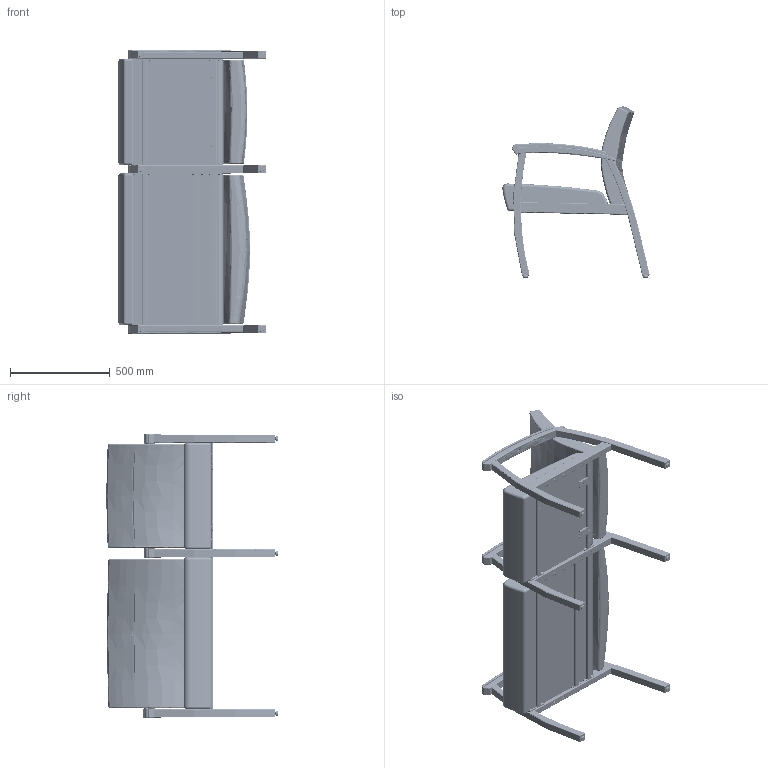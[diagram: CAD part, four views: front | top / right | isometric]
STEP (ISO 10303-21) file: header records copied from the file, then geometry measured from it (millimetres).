
FILE_DESCRIPTION(/* description */ (''),/* implementation_level */ '2;1');
FILE_NAME(/* name */ 'KOW20IBLU.stp',/* time_stamp */ '2017-01-09T14:38:26-05:00',/* author */ ('emerkel'),/* organization */ (''),/* preprocessor_version */ 'ST-DEVELOPER v16.5',/* originating_system */ 'Autodesk Inventor 2017',/* authorisation */ '');
FILE_SCHEMA (('AUTOMOTIVE_DESIGN { 1 0 10303 214 3 1 1 }'));
Products named in the file (32): KOW20IBLU; KOW10-1 ARML; KOW10-1 ARML_1; KOT10B-1 USEAT; KOT10 USEAT; KOT10 BACK NEW; KOT10B UBACK; KOW10-1 ARMR; KOW10 ARM TOP; KOW10 ARMR CENTER RAIL RIGHT; KOW10-1 ARMR FRONT RAIL; KOW10-1 ARMR BACK RAIL; SK142020HD INSERT NUT; KOW10-1 ARMI; STUBE KOW10B; STUBE KOW10B_1; STUBE KOW10B_2; STUBE1.5X30; TUBE1.5X30; STUBE PLT; STUBE KOW10; STUBE KOW10_1; STUBE KOW10_2; STUBE PLATE KOW10; STU1X1.5X21; STU1X1.5X21_1; STU1X1.5X21_2; STUBE PLT-4; U-CHANNEL FOR STUBE; 1420X3/4 PSHPB; CM10B-1 MAC BLK (ADJUSTED TO KOW10); GLD WHT 5-16
Assembly tree (97 placements, depth 3):
  KOW20IBLU
    KOW10-1 ARML
      GLD WHT 5-16  x2
      KOW10-1 ARML_1
    KOT10B-1 USEAT
    KOT10 USEAT
    KOT10 BACK NEW
    KOT10B UBACK
    KOW10-1 ARMR
      KOW10 ARM TOP
      KOW10 ARMR CENTER RAIL RIGHT
      KOW10-1 ARMR FRONT RAIL
      KOW10-1 ARMR BACK RAIL
      SK142020HD INSERT NUT  x14
      GLD WHT 5-16  x2
    KOW10-1 ARMI
    STUBE KOW10B
      STUBE KOW10B_1
      STUBE KOW10B_2
      STUBE PLATE KOW10  x2
    STUBE1.5X30  x2
      TUBE1.5X30
      STUBE PLT
    STUBE KOW10
      STUBE KOW10_1
      STUBE KOW10_2
      STUBE PLATE KOW10  x2
    STU1X1.5X21
      STU1X1.5X21_1
      STU1X1.5X21_2
      STUBE PLT-4  x2
      U-CHANNEL FOR STUBE  x2
    1420X3/4 PSHPB  x40
    CM10B-1 MAC BLK (ADJUSTED TO KOW10)  x3
    GLD WHT 5-16  x2
Bounding box: 738.82 x 858.83 x 1427.12 mm (x, y, z)
Volume: 139174206.9 mm3; surface area: 5772014.8 mm2
Topology: 150 solids, 150 shells, 4473 faces, 11038 edges, 7022 vertices
Faces by surface type: plane 2029, cylinder 1094, cone 570, bspline 360, torus 358, sphere 62
Full cylindrical faces by diameter (mm): 6.35 x100, 7.137 x16, 7.144 x6, 7.938 x31, 8.733 x40, 8.738 x20, 9.5 x416, 9.525 x28, 9.922 x8, 11.906 x6, 12.497 x40, 12.7 x9, 14.287 x6, 25.4 x6
Entity records: 124997 total; most frequent: CARTESIAN_POINT 78297, DIRECTION 9419, ORIENTED_EDGE 8676, EDGE_CURVE 4338, AXIS2_PLACEMENT_3D 3688, VERTEX_POINT 2788, EDGE_LOOP 2534, LINE 2043
